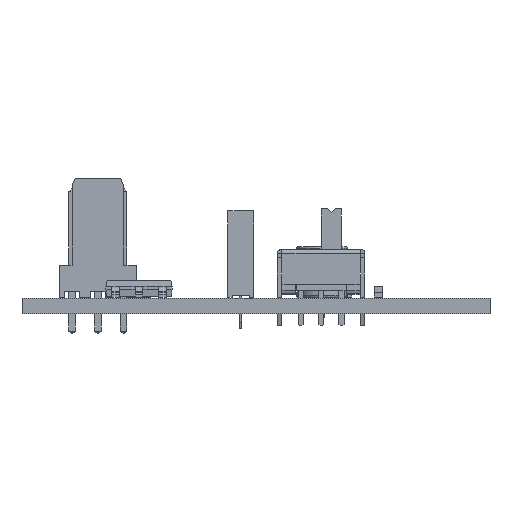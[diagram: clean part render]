
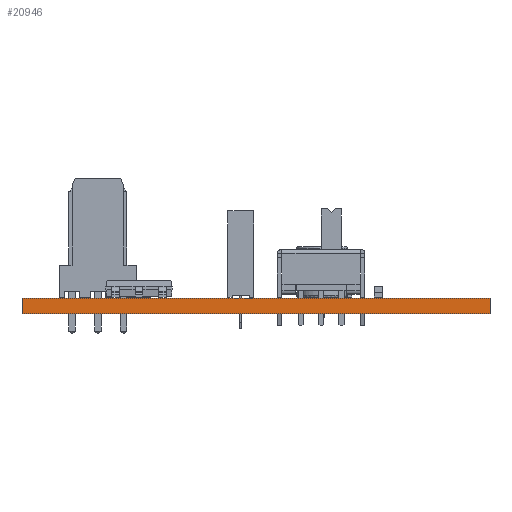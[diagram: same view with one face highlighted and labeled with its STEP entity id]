
A CAD part, left-side view. The second image highlights one B-rep face of the part: STEP entity #20946.
In plain terms, the highlighted planar face has unit normal (-1, 0, 0).
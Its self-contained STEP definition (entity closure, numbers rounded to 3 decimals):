
#20890 = VERTEX_POINT('',#20891);
#20891 = CARTESIAN_POINT('',(134.,-133.,1.51));
#20897 = EDGE_CURVE('',#20898,#20890,#20900,.T.);
#20898 = VERTEX_POINT('',#20899);
#20899 = CARTESIAN_POINT('',(134.,-133.,0.));
#20900 = LINE('',#20901,#20902);
#20901 = CARTESIAN_POINT('',(134.,-133.,0.));
#20902 = VECTOR('',#20903,1.);
#20903 = DIRECTION('',(0.,0.,1.));
#20946 = ADVANCED_FACE('',(#20947),#20972,.T.);
#20947 = FACE_BOUND('',#20948,.T.);
#20948 = EDGE_LOOP('',(#20949,#20950,#20958,#20966));
#20949 = ORIENTED_EDGE('',*,*,#20897,.T.);
#20950 = ORIENTED_EDGE('',*,*,#20951,.T.);
#20951 = EDGE_CURVE('',#20890,#20952,#20954,.T.);
#20952 = VERTEX_POINT('',#20953);
#20953 = CARTESIAN_POINT('',(134.,-87.,1.51));
#20954 = LINE('',#20955,#20956);
#20955 = CARTESIAN_POINT('',(134.,-133.,1.51));
#20956 = VECTOR('',#20957,1.);
#20957 = DIRECTION('',(0.,1.,0.));
#20958 = ORIENTED_EDGE('',*,*,#20959,.F.);
#20959 = EDGE_CURVE('',#20960,#20952,#20962,.T.);
#20960 = VERTEX_POINT('',#20961);
#20961 = CARTESIAN_POINT('',(134.,-87.,0.));
#20962 = LINE('',#20963,#20964);
#20963 = CARTESIAN_POINT('',(134.,-87.,0.));
#20964 = VECTOR('',#20965,1.);
#20965 = DIRECTION('',(0.,0.,1.));
#20966 = ORIENTED_EDGE('',*,*,#20967,.F.);
#20967 = EDGE_CURVE('',#20898,#20960,#20968,.T.);
#20968 = LINE('',#20969,#20970);
#20969 = CARTESIAN_POINT('',(134.,-133.,0.));
#20970 = VECTOR('',#20971,1.);
#20971 = DIRECTION('',(0.,1.,0.));
#20972 = PLANE('',#20973);
#20973 = AXIS2_PLACEMENT_3D('',#20974,#20975,#20976);
#20974 = CARTESIAN_POINT('',(134.,-133.,0.));
#20975 = DIRECTION('',(-1.,0.,0.));
#20976 = DIRECTION('',(0.,1.,0.));
